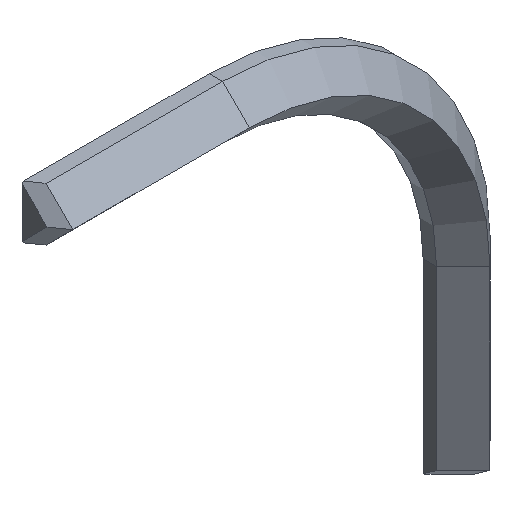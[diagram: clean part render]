
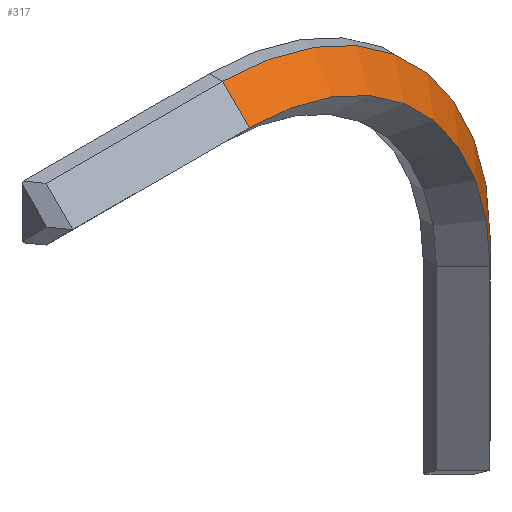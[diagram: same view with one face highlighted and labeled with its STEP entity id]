
A CAD part, isometric view. The second image highlights one B-rep face of the part: STEP entity #317.
In plain terms, the highlighted conical face has half-angle 45 degrees and reference radius 47.5 mm.
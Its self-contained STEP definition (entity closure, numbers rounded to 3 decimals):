
#17=CONICAL_SURFACE('',#361,47.5,0.785);
#21=CIRCLE('',#362,50.);
#22=CIRCLE('',#363,45.);
#33=FACE_OUTER_BOUND('',#52,.T.);
#52=EDGE_LOOP('',(#254,#255,#256,#257));
#75=LINE('',#491,#113);
#92=LINE('',#531,#130);
#113=VECTOR('',#397,10.);
#130=VECTOR('',#432,10.);
#146=VERTEX_POINT('',#483);
#148=VERTEX_POINT('',#489);
#161=VERTEX_POINT('',#528);
#162=VERTEX_POINT('',#530);
#177=EDGE_CURVE('',#148,#146,#75,.T.);
#196=EDGE_CURVE('',#161,#148,#21,.T.);
#197=EDGE_CURVE('',#161,#162,#92,.T.);
#198=EDGE_CURVE('',#162,#146,#22,.T.);
#254=ORIENTED_EDGE('',*,*,#177,.F.);
#255=ORIENTED_EDGE('',*,*,#196,.F.);
#256=ORIENTED_EDGE('',*,*,#197,.T.);
#257=ORIENTED_EDGE('',*,*,#198,.T.);
#317=ADVANCED_FACE('',(#33),#17,.T.);
#361=AXIS2_PLACEMENT_3D('',#527,#428,#429);
#362=AXIS2_PLACEMENT_3D('',#529,#430,#431);
#363=AXIS2_PLACEMENT_3D('',#532,#433,#434);
#397=DIRECTION('',(-0.707,-0.707,0.));
#428=DIRECTION('center_axis',(0.,1.,0.));
#429=DIRECTION('ref_axis',(0.,0.,1.));
#430=DIRECTION('center_axis',(0.,1.,0.));
#431=DIRECTION('ref_axis',(1.,0.,0.));
#432=DIRECTION('',(0.,-0.707,-0.707));
#433=DIRECTION('center_axis',(0.,1.,0.));
#434=DIRECTION('ref_axis',(1.,0.,0.));
#483=CARTESIAN_POINT('',(32.5,-25.,-12.5));
#489=CARTESIAN_POINT('',(37.5,-20.,-12.5));
#491=CARTESIAN_POINT('',(32.5,-25.,-12.5));
#527=CARTESIAN_POINT('Origin',(-12.5,-22.5,-12.5));
#528=CARTESIAN_POINT('',(-12.5,-20.,37.5));
#529=CARTESIAN_POINT('Origin',(-12.5,-20.,-12.5));
#530=CARTESIAN_POINT('',(-12.5,-25.,32.5));
#531=CARTESIAN_POINT('',(-12.5,-25.,32.5));
#532=CARTESIAN_POINT('Origin',(-12.5,-25.,-12.5));
